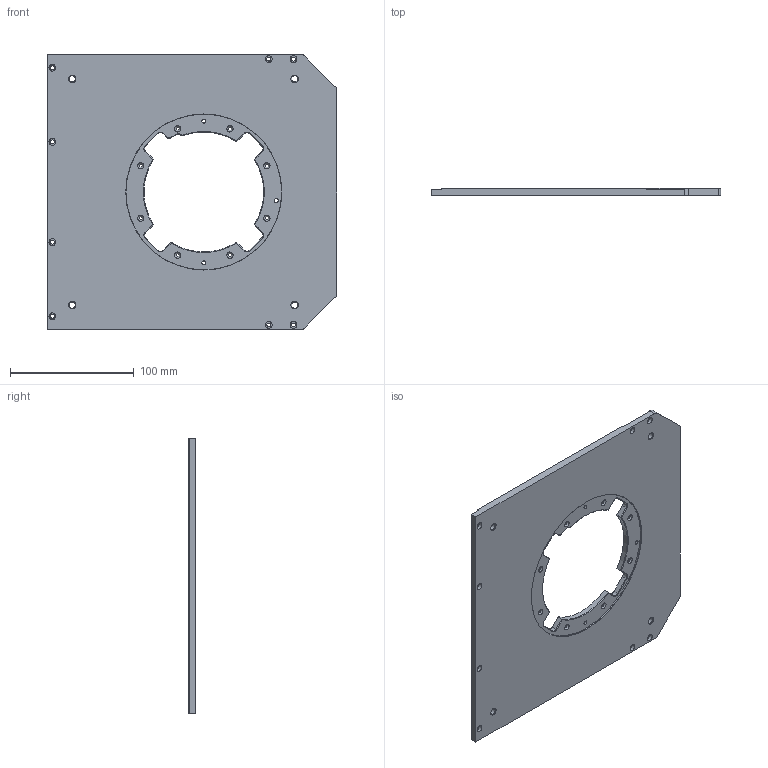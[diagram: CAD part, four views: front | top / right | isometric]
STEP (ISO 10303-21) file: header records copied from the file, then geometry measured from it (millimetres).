
FILE_DESCRIPTION(/* description */ (''),/* implementation_level */ '2;1');
FILE_NAME(/* name */ 'SL1 - 13 - Bottom part.step',/* time_stamp */ '2019-02-21T12:00:55+01:00',/* author */ (''),/* organization */ (''),/* preprocessor_version */ 'ST-DEVELOPER v17.2',/* originating_system */ 'Autodesk Translation Framework v7.6.0.251',/* authorisation */ '');
FILE_SCHEMA (('AUTOMOTIVE_DESIGN { 1 0 10303 214 3 1 1 }'));
Length unit declared in the file: millimetre
Products named in the file (1): SL1 - 13 - Bottom part
Bounding box: 234.1 x 6 x 223 mm (x, y, z)
Volume: 248212 mm3; surface area: 95095.7 mm2
Topology: 1 solids, 1 shells, 171 faces, 417 edges, 263 vertices
Faces by surface type: cylinder 72, plane 64, cone 35
Full cylindrical faces by diameter (mm): 2.5 x5, 2.529 x8, 3 x2, 3.2 x8, 3.332 x2, 5.035 x4, 5.5 x8, 126 x1
Entity records: 5178 total; most frequent: DIRECTION 930, CARTESIAN_POINT 887, ORIENTED_EDGE 834, EDGE_CURVE 417, AXIS2_PLACEMENT_3D 352, VERTEX_POINT 263, EDGE_LOOP 234, LINE 226
